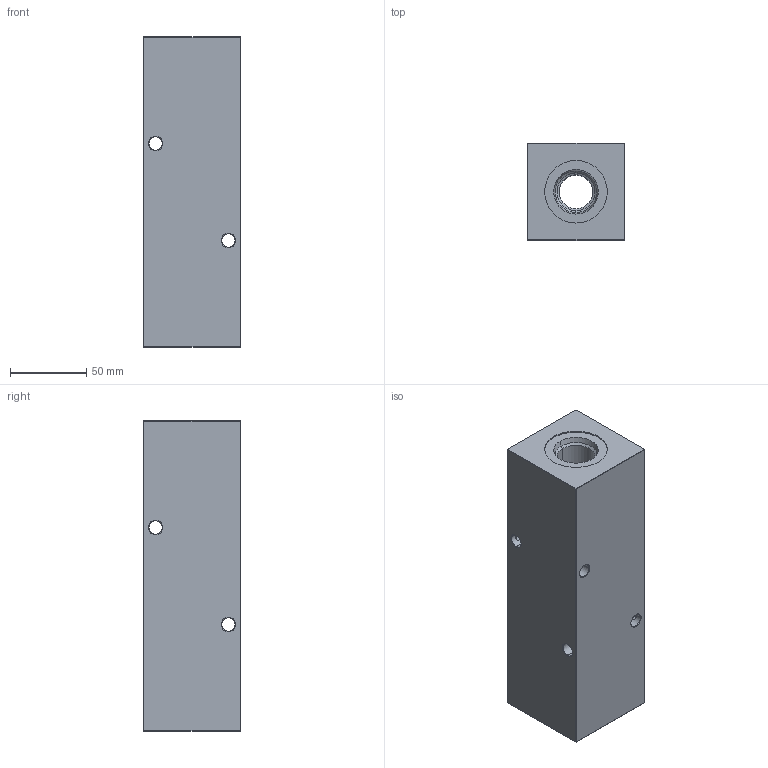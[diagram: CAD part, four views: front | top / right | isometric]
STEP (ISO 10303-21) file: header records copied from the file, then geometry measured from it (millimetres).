
FILE_DESCRIPTION (( 'STEP AP203' ), '1' );
FILE_NAME ('HM-3-0-S-12-6.STEP', '2020-10-23T19:40:17', ( '' ), ( '' ), 'SwSTEP 2.0', 'SolidWorks 2019', '' );
FILE_SCHEMA (( 'CONFIG_CONTROL_DESIGN' ));
Length unit declared in the file: inch
Products named in the file (1): HM-3-0-S-12-6
Bounding box: 63.5 x 63.5 x 203.2 mm (x, y, z)
Volume: 710011.3 mm3; surface area: 80950.1 mm2
Topology: 1 solids, 1 shells, 520 faces, 1349 edges, 872 vertices
Faces by surface type: plane 233, bspline 197, cone 46, cylinder 44
Entity records: 25398 total; most frequent: CARTESIAN_POINT 13923, ORIENTED_EDGE 2698, DIRECTION 1687, EDGE_CURVE 1349, VERTEX_POINT 872, LINE 815, VECTOR 815, EDGE_LOOP 581
